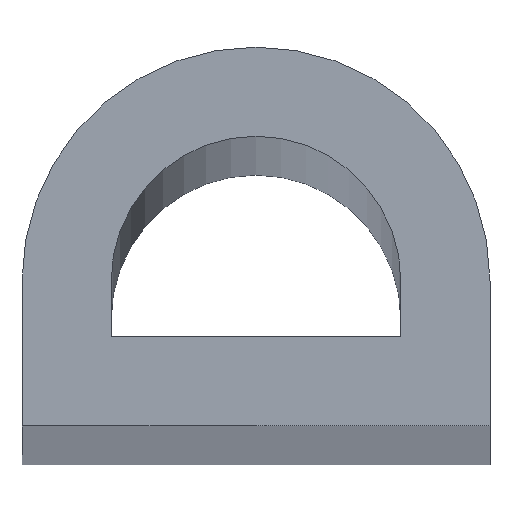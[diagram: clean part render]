
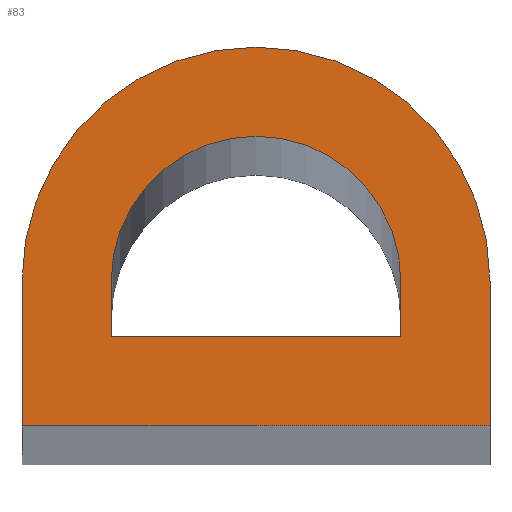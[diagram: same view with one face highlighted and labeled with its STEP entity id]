
A CAD part, top view. The second image highlights one B-rep face of the part: STEP entity #83.
In plain terms, the highlighted planar face has unit normal (0, 0, 1).
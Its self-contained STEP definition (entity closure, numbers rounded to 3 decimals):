
#33 = ORIENTED_EDGE ( 'NONE', *, *, #246, .T. ) ;
#41 = CARTESIAN_POINT ( 'NONE',  ( 10.5, -6.5, 500. ) ) ;
#43 = CARTESIAN_POINT ( 'NONE',  ( -10.5, 0., 500. ) ) ;
#51 = CIRCLE ( 'NONE', #124, 10.5 ) ;
#52 = VERTEX_POINT ( 'NONE', #138 ) ;
#55 = CARTESIAN_POINT ( 'NONE',  ( -10.5, -6.5, 500. ) ) ;
#57 = DIRECTION ( 'NONE',  ( 0., -1., 0. ) ) ;
#64 = EDGE_CURVE ( 'NONE', #243, #375, #336, .T. ) ;
#70 = EDGE_LOOP ( 'NONE', ( #143, #114, #351, #275 ) ) ;
#71 = LINE ( 'NONE', #55, #148 ) ;
#79 = DIRECTION ( 'NONE',  ( 0., 0., 1. ) ) ;
#83 = ADVANCED_FACE ( 'NONE', ( #178, #89 ), #133, .T. ) ;
#88 = DIRECTION ( 'NONE',  ( 1., 0., 0. ) ) ;
#89 = FACE_BOUND ( 'NONE', #70, .T. ) ;
#100 = LINE ( 'NONE', #371, #329 ) ;
#104 = CARTESIAN_POINT ( 'NONE',  ( 0., 0., 500. ) ) ;
#106 = VECTOR ( 'NONE', #210, 1000. ) ;
#114 = ORIENTED_EDGE ( 'NONE', *, *, #304, .F. ) ;
#115 = ORIENTED_EDGE ( 'NONE', *, *, #322, .T. ) ;
#124 = AXIS2_PLACEMENT_3D ( 'NONE', #136, #79, #171 ) ;
#126 = ORIENTED_EDGE ( 'NONE', *, *, #317, .T. ) ;
#130 = CIRCLE ( 'NONE', #175, 6.5 ) ;
#132 = CARTESIAN_POINT ( 'NONE',  ( -10.5, -6.5, 500. ) ) ;
#133 = PLANE ( 'NONE',  #169 ) ;
#136 = CARTESIAN_POINT ( 'NONE',  ( 0., 0., 500. ) ) ;
#138 = CARTESIAN_POINT ( 'NONE',  ( -6.5, 0., 500. ) ) ;
#143 = ORIENTED_EDGE ( 'NONE', *, *, #368, .F. ) ;
#146 = CARTESIAN_POINT ( 'NONE',  ( -6.5, -2.5, 500. ) ) ;
#148 = VECTOR ( 'NONE', #227, 1000. ) ;
#151 = DIRECTION ( 'NONE',  ( 0., 0., 1. ) ) ;
#153 = CARTESIAN_POINT ( 'NONE',  ( -6.5, -2.5, 500. ) ) ;
#161 = LINE ( 'NONE', #225, #213 ) ;
#166 = DIRECTION ( 'NONE',  ( 0., -1., 0. ) ) ;
#169 = AXIS2_PLACEMENT_3D ( 'NONE', #104, #228, #219 ) ;
#171 = DIRECTION ( 'NONE',  ( 1., 0., 0. ) ) ;
#175 = AXIS2_PLACEMENT_3D ( 'NONE', #271, #151, #88 ) ;
#178 = FACE_OUTER_BOUND ( 'NONE', #353, .T. ) ;
#192 = VERTEX_POINT ( 'NONE', #132 ) ;
#193 = DIRECTION ( 'NONE',  ( 0., 1., 0. ) ) ;
#210 = DIRECTION ( 'NONE',  ( 1., 0., 0. ) ) ;
#212 = VERTEX_POINT ( 'NONE', #358 ) ;
#213 = VECTOR ( 'NONE', #193, 1000. ) ;
#219 = DIRECTION ( 'NONE',  ( 1., 0., 0. ) ) ;
#225 = CARTESIAN_POINT ( 'NONE',  ( 6.5, -2.5, 500. ) ) ;
#227 = DIRECTION ( 'NONE',  ( 1., 0., 0. ) ) ;
#228 = DIRECTION ( 'NONE',  ( 0., 0., 1. ) ) ;
#243 = VERTEX_POINT ( 'NONE', #153 ) ;
#244 = CARTESIAN_POINT ( 'NONE',  ( 6.5, -2.5, 500. ) ) ;
#246 = EDGE_CURVE ( 'NONE', #192, #300, #71, .T. ) ;
#264 = ORIENTED_EDGE ( 'NONE', *, *, #320, .T. ) ;
#266 = VERTEX_POINT ( 'NONE', #312 ) ;
#271 = CARTESIAN_POINT ( 'NONE',  ( 0., 0., 500. ) ) ;
#275 = ORIENTED_EDGE ( 'NONE', *, *, #64, .F. ) ;
#278 = EDGE_CURVE ( 'NONE', #375, #345, #161, .T. ) ;
#280 = VECTOR ( 'NONE', #297, 1000. ) ;
#294 = LINE ( 'NONE', #373, #280 ) ;
#297 = DIRECTION ( 'NONE',  ( 0., 1., 0. ) ) ;
#300 = VERTEX_POINT ( 'NONE', #41 ) ;
#304 = EDGE_CURVE ( 'NONE', #345, #52, #130, .T. ) ;
#312 = CARTESIAN_POINT ( 'NONE',  ( 10.5, 0., 500. ) ) ;
#317 = EDGE_CURVE ( 'NONE', #300, #266, #294, .T. ) ;
#320 = EDGE_CURVE ( 'NONE', #212, #192, #370, .T. ) ;
#322 = EDGE_CURVE ( 'NONE', #266, #212, #51, .T. ) ;
#329 = VECTOR ( 'NONE', #57, 1000. ) ;
#336 = LINE ( 'NONE', #146, #106 ) ;
#345 = VERTEX_POINT ( 'NONE', #377 ) ;
#351 = ORIENTED_EDGE ( 'NONE', *, *, #278, .F. ) ;
#353 = EDGE_LOOP ( 'NONE', ( #115, #264, #33, #126 ) ) ;
#356 = VECTOR ( 'NONE', #166, 1000. ) ;
#358 = CARTESIAN_POINT ( 'NONE',  ( -10.5, 0., 500. ) ) ;
#368 = EDGE_CURVE ( 'NONE', #52, #243, #100, .T. ) ;
#370 = LINE ( 'NONE', #43, #356 ) ;
#371 = CARTESIAN_POINT ( 'NONE',  ( -6.5, 0., 500. ) ) ;
#373 = CARTESIAN_POINT ( 'NONE',  ( 10.5, -6.5, 500. ) ) ;
#375 = VERTEX_POINT ( 'NONE', #244 ) ;
#377 = CARTESIAN_POINT ( 'NONE',  ( 6.5, 0., 500. ) ) ;
